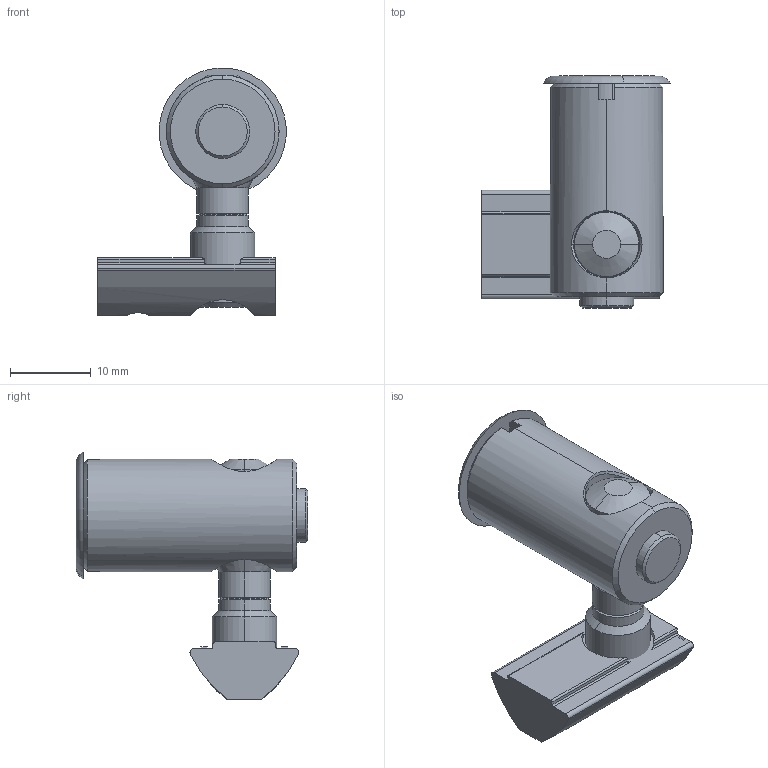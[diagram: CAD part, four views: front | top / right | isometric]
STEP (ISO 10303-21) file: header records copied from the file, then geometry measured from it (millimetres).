
FILE_DESCRIPTION (( 'STEP AP214' ), '1' );
FILE_NAME ('099bg081429.STEP', '2014-08-21T12:17:22', ( '' ), ( '' ), 'SwSTEP 2.0', 'SolidWorks 2014', '' );
FILE_SCHEMA (( 'AUTOMOTIVE_DESIGN' ));
Length unit declared in the file: millimetre
Products named in the file (1): 099bg081429
Bounding box: 23.38 x 28.8 x 30.78 mm (x, y, z)
Volume: 5810.2 mm3; surface area: 5035 mm2
Topology: 5 solids, 5 shells, 150 faces, 359 edges, 219 vertices
Faces by surface type: plane 56, cylinder 46, cone 36, bspline 4, sphere 4, torus 4
Entity records: 6970 total; most frequent: CARTESIAN_POINT 1778, DIRECTION 733, ORIENTED_EDGE 714, EDGE_CURVE 357, AXIS2_PLACEMENT_3D 277, VERTEX_POINT 219, VECTOR 179, LINE 179
